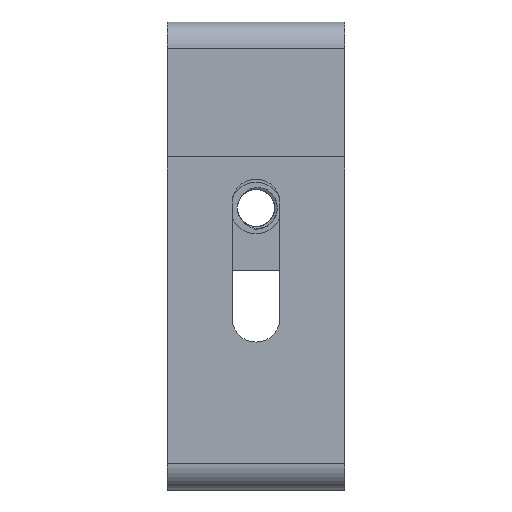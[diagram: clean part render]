
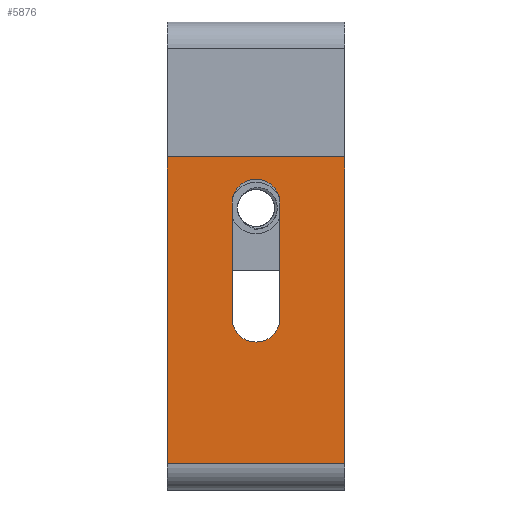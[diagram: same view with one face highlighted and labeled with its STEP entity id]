
A CAD part, left-side view. The second image highlights one B-rep face of the part: STEP entity #5876.
In plain terms, the highlighted planar face has unit normal (-1, 0, 0).
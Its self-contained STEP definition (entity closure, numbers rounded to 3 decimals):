
#5443=DIRECTION('',(0.,1.,0.));
#5444=VECTOR('',#5443,50.);
#5445=CARTESIAN_POINT('',(-168.104,312.794,10.896));
#5446=LINE('',#5445,#5444);
#5450=DIRECTION('',(0.,0.,1.));
#5451=VECTOR('',#5450,86.496);
#5452=CARTESIAN_POINT('',(-168.104,312.794,
-75.6));
#5453=LINE('',#5452,#5451);
#5457=DIRECTION('',(0.,0.,1.));
#5458=VECTOR('',#5457,32.5);
#5459=CARTESIAN_POINT('',(-168.104,344.544,
-34.6));
#5460=LINE('',#5459,#5458);
#5464=CARTESIAN_POINT('',(-168.104,337.794,
-34.6));
#5465=DIRECTION('',(1.,0.,0.));
#5466=DIRECTION('',(0.,0.,-1.));
#5467=AXIS2_PLACEMENT_3D('',#5464,#5465,#5466);
#5472=CARTESIAN_POINT('',(-168.104,337.794,
-34.6));
#5473=DIRECTION('',(1.,0.,0.));
#5474=DIRECTION('',(0.,-1.,0.));
#5475=AXIS2_PLACEMENT_3D('',#5472,#5473,#5474);
#5480=CARTESIAN_POINT('',(-168.104,337.794,
-2.1));
#5481=DIRECTION('',(1.,0.,0.));
#5482=DIRECTION('',(0.,1.,0.));
#5483=AXIS2_PLACEMENT_3D('',#5480,#5481,#5482);
#5488=DIRECTION('',(0.,0.,1.));
#5489=VECTOR('',#5488,86.496);
#5490=CARTESIAN_POINT('',(-168.104,362.794,
-75.6));
#5491=LINE('',#5490,#5489);
#5553=DIRECTION('',(0.,1.,0.));
#5554=VECTOR('',#5553,50.);
#5555=CARTESIAN_POINT('',(-168.104,312.794,
-75.6));
#5556=LINE('',#5555,#5554);
#5723=DIRECTION('',(0.,0.,1.));
#5724=VECTOR('',#5723,32.5);
#5725=CARTESIAN_POINT('',(-168.104,331.044,
-34.6));
#5726=LINE('',#5725,#5724);
#5744=CARTESIAN_POINT('',(-168.104,344.544,
-2.1));
#5746=VERTEX_POINT('',#5744);
#5752=CARTESIAN_POINT('',(-168.104,331.044,
-2.1));
#5753=VERTEX_POINT('',#5752);
#5756=CARTESIAN_POINT('',(-168.104,331.044,
-34.6));
#5757=VERTEX_POINT('',#5756);
#5760=CARTESIAN_POINT('',(-168.104,344.544,
-34.6));
#5761=VERTEX_POINT('',#5760);
#5762=CARTESIAN_POINT('',(-168.104,337.794,
-41.35));
#5763=VERTEX_POINT('',#5762);
#5772=CARTESIAN_POINT('',(-168.104,362.794,
-75.6));
#5773=CARTESIAN_POINT('',(-168.104,362.794,10.896));
#5774=VERTEX_POINT('',#5772);
#5775=VERTEX_POINT('',#5773);
#5776=CARTESIAN_POINT('',(-168.104,312.794,
-75.6));
#5777=VERTEX_POINT('',#5776);
#5778=CARTESIAN_POINT('',(-168.104,312.794,10.896));
#5779=VERTEX_POINT('',#5778);
#5851=CARTESIAN_POINT('',(-168.104,362.794,
-43.35));
#5852=DIRECTION('',(-1.,0.,0.));
#5853=DIRECTION('',(0.,0.,1.));
#5854=AXIS2_PLACEMENT_3D('',#5851,#5852,#5853);
#5855=PLANE('',#5854);
#5857=ORIENTED_EDGE('',*,*,#5856,.T.);
#5859=ORIENTED_EDGE('',*,*,#5858,.F.);
#5861=ORIENTED_EDGE('',*,*,#5860,.F.);
#5863=ORIENTED_EDGE('',*,*,#5862,.T.);
#5864=EDGE_LOOP('',(#5857,#5859,#5861,#5863));
#5865=FACE_OUTER_BOUND('',#5864,.F.);
#5866=ORIENTED_EDGE('',*,*,#5834,.F.);
#5868=ORIENTED_EDGE('',*,*,#5867,.F.);
#5870=ORIENTED_EDGE('',*,*,#5869,.F.);
#5872=ORIENTED_EDGE('',*,*,#5871,.T.);
#5873=ORIENTED_EDGE('',*,*,#5811,.F.);
#5874=EDGE_LOOP('',(#5866,#5868,#5870,#5872,#5873));
#5875=FACE_BOUND('',#5874,.F.);
#5468=CIRCLE('',#5467,6.75);
#5476=CIRCLE('',#5475,6.75);
#5484=CIRCLE('',#5483,6.75);
#5811=EDGE_CURVE('',#5746,#5753,#5484,.T.);
#5834=EDGE_CURVE('',#5761,#5746,#5460,.T.);
#5856=EDGE_CURVE('',#5774,#5775,#5491,.T.);
#5858=EDGE_CURVE('',#5779,#5775,#5446,.T.);
#5860=EDGE_CURVE('',#5777,#5779,#5453,.T.);
#5862=EDGE_CURVE('',#5777,#5774,#5556,.T.);
#5867=EDGE_CURVE('',#5763,#5761,#5468,.T.);
#5869=EDGE_CURVE('',#5757,#5763,#5476,.T.);
#5871=EDGE_CURVE('',#5757,#5753,#5726,.T.);
#5876=ADVANCED_FACE('',(#5865,#5875),#5855,.T.);
